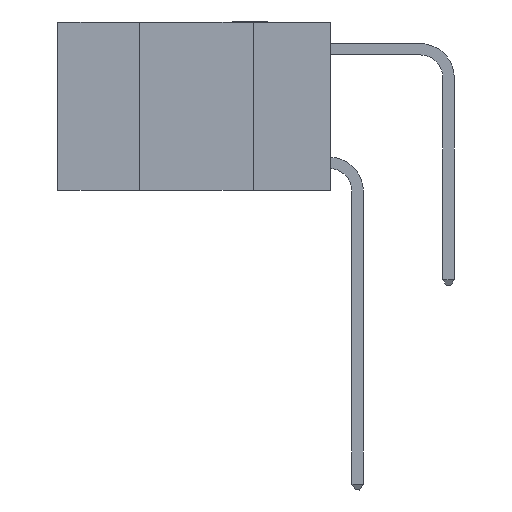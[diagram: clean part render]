
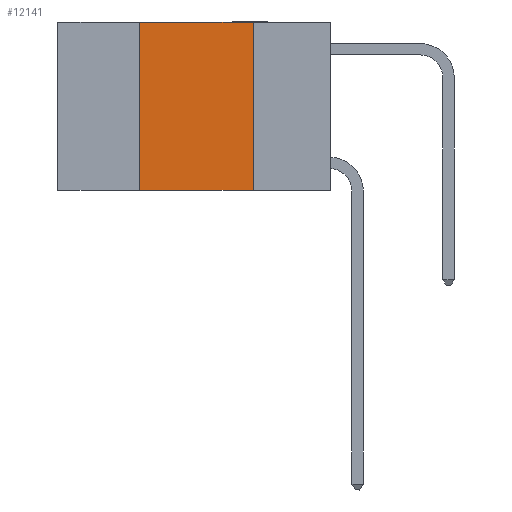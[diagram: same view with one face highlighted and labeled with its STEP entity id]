
A CAD part, left-side view. The second image highlights one B-rep face of the part: STEP entity #12141.
In plain terms, the highlighted planar face has unit normal (-1, 0, 0).
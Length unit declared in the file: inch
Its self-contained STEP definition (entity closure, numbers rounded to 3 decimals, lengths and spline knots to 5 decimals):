
#132 = EDGE_CURVE ( 'NONE', #16863, #9604, #5914, .T. ) ;
#348 = EDGE_CURVE ( 'NONE', #16863, #4808, #11758, .T. ) ;
#1675 = VECTOR ( 'NONE', #14655, 39.37008 ) ;
#2472 = ORIENTED_EDGE ( 'NONE', *, *, #132, .F. ) ;
#3168 = VECTOR ( 'NONE', #3320, 39.37008 ) ;
#3189 = VECTOR ( 'NONE', #8290, 39.37008 ) ;
#3275 = DIRECTION ( 'NONE',  ( 0., 0., -1. ) ) ;
#3320 = DIRECTION ( 'NONE',  ( 0., -1., 0. ) ) ;
#4574 = CARTESIAN_POINT ( 'NONE',  ( 0., 0.17, -0.37 ) ) ;
#4697 = EDGE_LOOP ( 'NONE', ( #5758, #5026, #2472, #9426 ) ) ;
#4808 = VERTEX_POINT ( 'NONE', #4574 ) ;
#5026 = ORIENTED_EDGE ( 'NONE', *, *, #5460, .F. ) ;
#5350 = EDGE_CURVE ( 'NONE', #15766, #4808, #8700, .T. ) ;
#5460 = EDGE_CURVE ( 'NONE', #9604, #15766, #6699, .T. ) ;
#5758 = ORIENTED_EDGE ( 'NONE', *, *, #5350, .F. ) ;
#5914 = LINE ( 'NONE', #10037, #3189 ) ;
#6699 = LINE ( 'NONE', #11136, #3168 ) ;
#7034 = DIRECTION ( 'NONE',  ( 0., 0., -1. ) ) ;
#7218 = CARTESIAN_POINT ( 'NONE',  ( 0., 0.6, 0. ) ) ;
#8290 = DIRECTION ( 'NONE',  ( 0., 0., 1. ) ) ;
#8700 = LINE ( 'NONE', #16028, #15544 ) ;
#8839 = CARTESIAN_POINT ( 'NONE',  ( 0., 0.42, 0. ) ) ;
#9426 = ORIENTED_EDGE ( 'NONE', *, *, #348, .T. ) ;
#9604 = VERTEX_POINT ( 'NONE', #8839 ) ;
#10037 = CARTESIAN_POINT ( 'NONE',  ( 0., 0.42, 0. ) ) ;
#11043 = CARTESIAN_POINT ( 'NONE',  ( 0., 0.6, -0.37 ) ) ;
#11099 = DIRECTION ( 'NONE',  ( 1., 0., 0. ) ) ;
#11136 = CARTESIAN_POINT ( 'NONE',  ( 0., 0.6, 0. ) ) ;
#11758 = LINE ( 'NONE', #11043, #1675 ) ;
#12141 = ADVANCED_FACE ( 'NONE', ( #13522 ), #14918, .F. ) ;
#12514 = CARTESIAN_POINT ( 'NONE',  ( 0., 0.17, 0. ) ) ;
#13522 = FACE_OUTER_BOUND ( 'NONE', #4697, .T. ) ;
#14556 = CARTESIAN_POINT ( 'NONE',  ( 0., 0.42, -0.37 ) ) ;
#14655 = DIRECTION ( 'NONE',  ( 0., -1., 0. ) ) ;
#14918 = PLANE ( 'NONE',  #15890 ) ;
#15544 = VECTOR ( 'NONE', #7034, 39.37008 ) ;
#15766 = VERTEX_POINT ( 'NONE', #12514 ) ;
#15890 = AXIS2_PLACEMENT_3D ( 'NONE', #7218, #11099, #3275 ) ;
#16028 = CARTESIAN_POINT ( 'NONE',  ( 0., 0.17, 0. ) ) ;
#16863 = VERTEX_POINT ( 'NONE', #14556 ) ;
